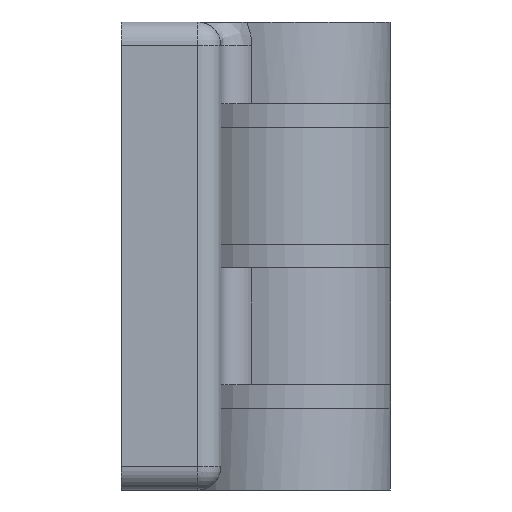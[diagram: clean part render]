
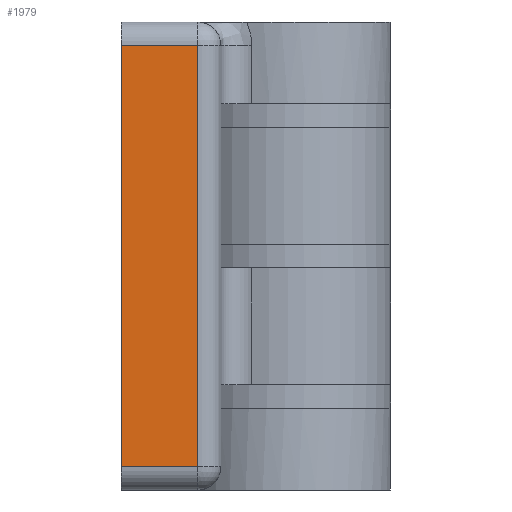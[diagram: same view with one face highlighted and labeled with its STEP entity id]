
A CAD part, left-side view. The second image highlights one B-rep face of the part: STEP entity #1979.
In plain terms, the highlighted planar face has unit normal (-1, 0, 0).
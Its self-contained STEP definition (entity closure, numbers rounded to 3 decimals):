
#594=CARTESIAN_POINT('',(5930.746,11461.611,-33.566));
#595=VERTEX_POINT('',#594);
#603=CARTESIAN_POINT('',(5930.746,11461.611,2.434));
#604=VERTEX_POINT('',#603);
#605=CARTESIAN_POINT('',(5930.746,11461.611,-33.566));
#606=DIRECTION('',(0.0,0.0,1.0));
#607=VECTOR('',#606,36.0);
#608=LINE('',#605,#607);
#609=EDGE_CURVE('',#595,#604,#608,.T.);
#1626=CARTESIAN_POINT('',(5930.746,11455.111,2.434));
#1627=VERTEX_POINT('',#1626);
#1657=CARTESIAN_POINT('',(5930.746,11455.111,-33.566));
#1658=VERTEX_POINT('',#1657);
#1703=CARTESIAN_POINT('',(5930.746,11455.111,-33.566));
#1704=DIRECTION('',(0.0,1.0,0.0));
#1705=VECTOR('',#1704,6.5);
#1706=LINE('',#1703,#1705);
#1707=EDGE_CURVE('',#1658,#595,#1706,.T.);
#1718=CARTESIAN_POINT('',(5930.746,11455.111,2.434));
#1719=DIRECTION('',(0.0,0.0,-1.0));
#1720=VECTOR('',#1719,36.0);
#1721=LINE('',#1718,#1720);
#1722=EDGE_CURVE('',#1627,#1658,#1721,.T.);
#1735=CARTESIAN_POINT('',(5930.746,11461.611,2.434));
#1736=DIRECTION('',(0.0,-1.0,0.0));
#1737=VECTOR('',#1736,6.5);
#1738=LINE('',#1735,#1737);
#1739=EDGE_CURVE('',#604,#1627,#1738,.T.);
#1968=CARTESIAN_POINT('',(5930.746,11461.611,-35.566));
#1969=DIRECTION('',(-1.0,0.0,0.0));
#1970=DIRECTION('',(0.0,-1.0,0.0));
#1971=AXIS2_PLACEMENT_3D('',#1968,#1969,#1970);
#1972=PLANE('',#1971);
#1973=ORIENTED_EDGE('',*,*,#1739,.F.);
#1974=ORIENTED_EDGE('',*,*,#609,.F.);
#1975=ORIENTED_EDGE('',*,*,#1707,.F.);
#1976=ORIENTED_EDGE('',*,*,#1722,.F.);
#1977=EDGE_LOOP('',(#1973,#1974,#1975,#1976));
#1978=FACE_OUTER_BOUND('',#1977,.T.);
#1979=ADVANCED_FACE('',(#1978),#1972,.T.);
